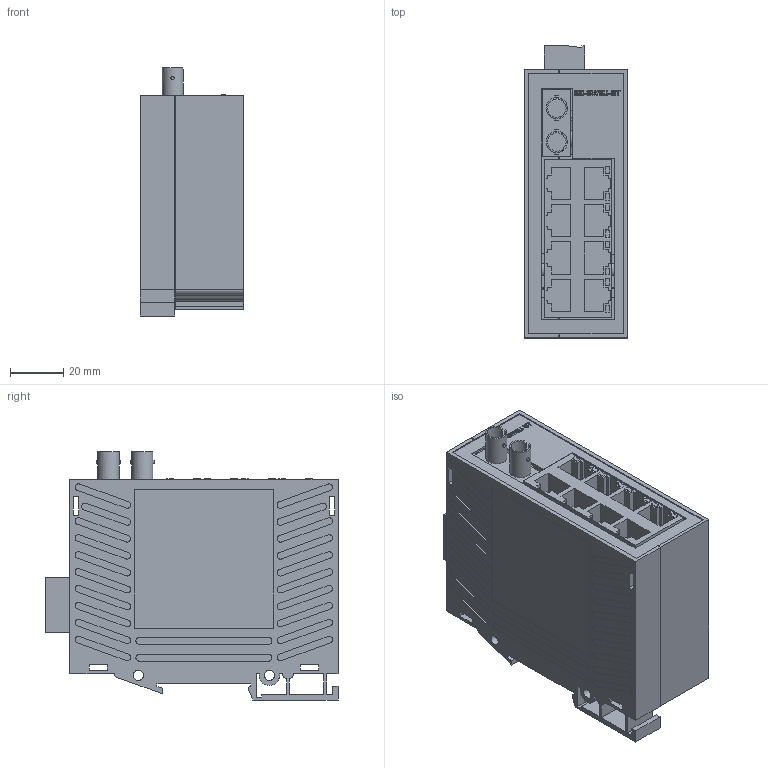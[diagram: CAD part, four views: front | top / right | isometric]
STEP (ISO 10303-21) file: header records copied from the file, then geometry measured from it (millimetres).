
FILE_DESCRIPTION (( 'STEP AP214' ), '1' );
FILE_NAME ('SE-SW9U-ST.STEP', '2012-03-06T18:16:16', ( ' ' ), ( ' ' ), 'SwSTEP 2.0', 'SolidWorks 2011', '' );
FILE_SCHEMA (( 'AUTOMOTIVE_DESIGN' ));
Length unit declared in the file: millimetre
Products named in the file (1): SE-SW9U-ST
Bounding box: 38.75 x 109.51 x 93.01 mm (x, y, z)
Volume: 48039.7 mm3; surface area: 75757 mm2
Topology: 30 solids, 30 shells, 1121 faces, 2979 edges, 1984 vertices
Faces by surface type: plane 789, cylinder 269, bspline 63
Full cylindrical faces by diameter (mm): 1.3 x4, 3.81 x12, 6.94 x2, 7.94 x2
Entity records: 41624 total; most frequent: CARTESIAN_POINT 9992, ORIENTED_EDGE 5910, DIRECTION 5481, EDGE_CURVE 2955, VECTOR 2279, LINE 2279, VERTEX_POINT 1980, AXIS2_PLACEMENT_3D 1601
